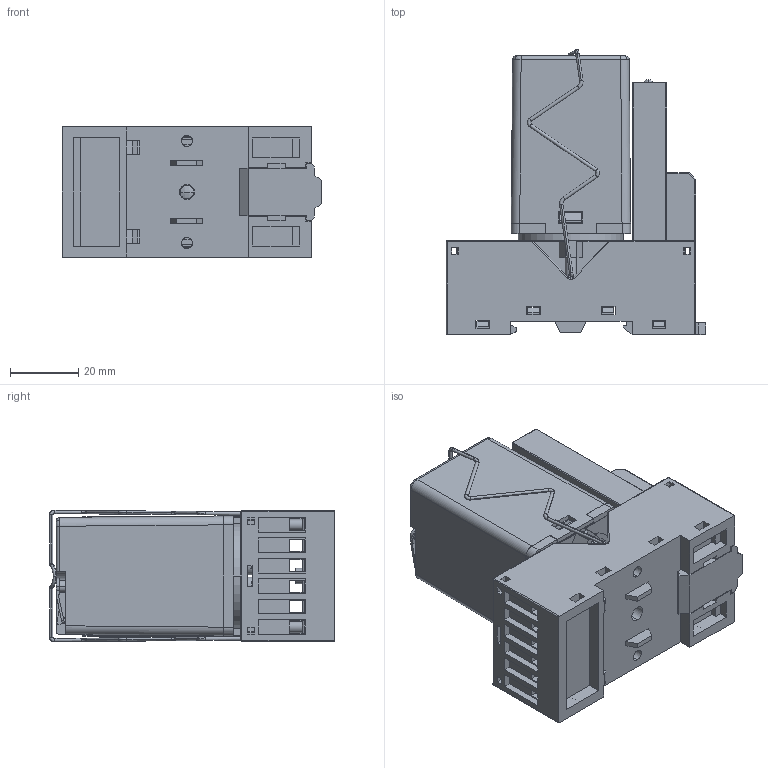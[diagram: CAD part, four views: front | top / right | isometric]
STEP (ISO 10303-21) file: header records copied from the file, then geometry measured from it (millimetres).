
FILE_DESCRIPTION (( 'STEP AP214' ), '1' );
FILE_NAME ('PIR15T.STEP', '2015-01-21T12:11:19', ( '' ), ( '' ), 'SwSTEP 2.0', 'SolidWorks 2012', '' );
FILE_SCHEMA (( 'AUTOMOTIVE_DESIGN' ));
Length unit declared in the file: millimetre
Products named in the file (1): PIR15T
Bounding box: 76.1 x 83.62 x 38.6 mm (x, y, z)
Surface area: 33500.5 mm2 (no closed solid volume)
Topology: 0 solids, 41 shells, 723 faces, 2463 edges, 1720 vertices
Faces by surface type: plane 437, cylinder 187, torus 57, bspline 23, sphere 17, cone 2
Entity records: 35140 total; most frequent: CARTESIAN_POINT 6322, DIRECTION 4248, ORIENTED_EDGE 3995, EDGE_CURVE 2446, VERTEX_POINT 1720, LINE 1652, VECTOR 1652, AXIS2_PLACEMENT_3D 1298
